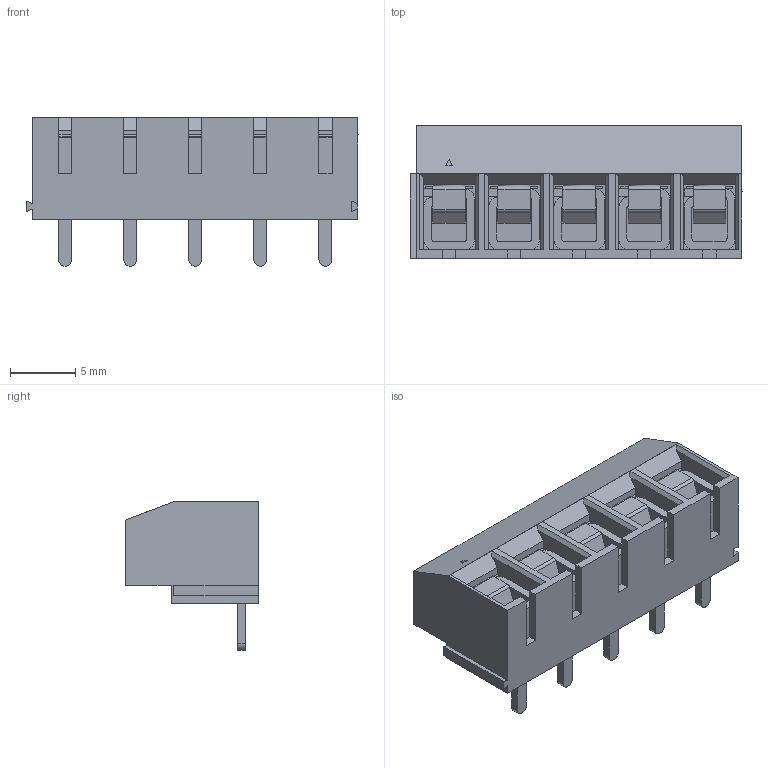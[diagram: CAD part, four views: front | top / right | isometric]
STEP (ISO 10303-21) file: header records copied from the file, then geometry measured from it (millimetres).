
FILE_DESCRIPTION (( 'STEP AP214' ), '1' );
FILE_NAME ('DG126R-5.0-05P-12-00AH.STEP', '2021-01-19T16:06:44', ( '' ), ( '' ), 'SwSTEP 2.0', 'SolidWorks 2020', '' );
FILE_SCHEMA (( 'AUTOMOTIVE_DESIGN' ));
Length unit declared in the file: millimetre
Products named in the file (1): DG126R-5.0-05P-12-00AH
Bounding box: 25.5 x 10.2 x 11.4 mm (x, y, z)
Volume: 1408.8 mm3; surface area: 2503.2 mm2
Topology: 1 solids, 1 shells, 771 faces, 2113 edges, 1377 vertices
Faces by surface type: plane 465, bspline 141, cylinder 120, torus 35, cone 10
Entity records: 38795 total; most frequent: CARTESIAN_POINT 12907, ORIENTED_EDGE 4226, DIRECTION 3328, EDGE_CURVE 2113, VECTOR 1436, LINE 1436, VERTEX_POINT 1377, AXIS2_PLACEMENT_3D 946
